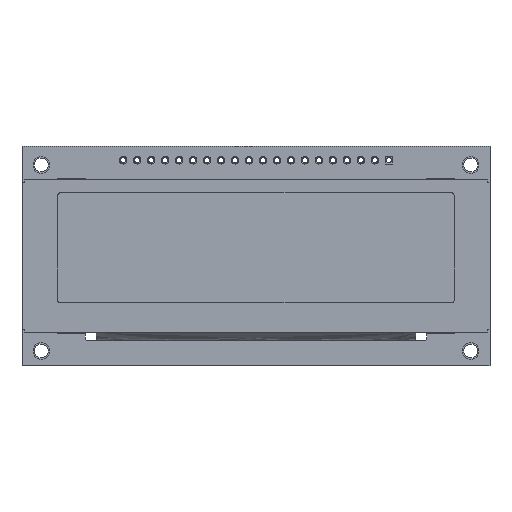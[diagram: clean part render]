
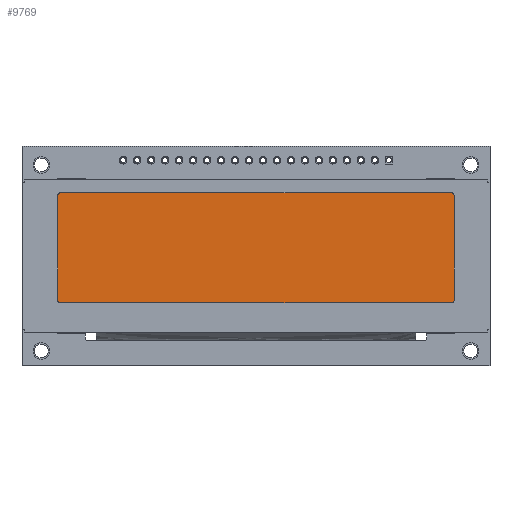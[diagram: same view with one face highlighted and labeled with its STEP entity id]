
A CAD part, top view. The second image highlights one B-rep face of the part: STEP entity #9769.
In plain terms, the highlighted planar face has unit normal (0, 0, 1).
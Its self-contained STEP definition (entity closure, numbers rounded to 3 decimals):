
#52 = ORIENTED_EDGE ( 'NONE', *, *, #13246, .T. ) ;
#173 = VERTEX_POINT ( 'NONE', #14395 ) ;
#477 = CARTESIAN_POINT ( 'NONE',  ( 35.488, -8.03, 3.2 ) ) ;
#642 = CARTESIAN_POINT ( 'NONE',  ( -36.012, -8.03, 3.2 ) ) ;
#864 = VECTOR ( 'NONE', #12459, 1000. ) ;
#945 = ORIENTED_EDGE ( 'NONE', *, *, #3480, .T. ) ;
#973 = CARTESIAN_POINT ( 'NONE',  ( -35.512, 11.47, 3.2 ) ) ;
#1135 = CIRCLE ( 'NONE', #12962, 0.5 ) ;
#1250 = CIRCLE ( 'NONE', #8413, 0.5 ) ;
#1609 = DIRECTION ( 'NONE',  ( 1., 0., 0. ) ) ;
#1880 = CARTESIAN_POINT ( 'NONE',  ( -35.512, 10.97, 3.2 ) ) ;
#1987 = ORIENTED_EDGE ( 'NONE', *, *, #2777, .T. ) ;
#2474 = DIRECTION ( 'NONE',  ( 0., 1., 0. ) ) ;
#2496 = ORIENTED_EDGE ( 'NONE', *, *, #3766, .T. ) ;
#2637 = CARTESIAN_POINT ( 'NONE',  ( 35.988, -8.03, 3.2 ) ) ;
#2777 = EDGE_CURVE ( 'NONE', #12749, #11040, #5783, .T. ) ;
#3046 = DIRECTION ( 'NONE',  ( -1., 0., 0. ) ) ;
#3360 = DIRECTION ( 'NONE',  ( 0., 0., 1. ) ) ;
#3480 = EDGE_CURVE ( 'NONE', #173, #9833, #1250, .T. ) ;
#3734 = PLANE ( 'NONE',  #7264 ) ;
#3766 = EDGE_CURVE ( 'NONE', #9833, #4627, #3862, .T. ) ;
#3779 = CARTESIAN_POINT ( 'NONE',  ( -35.512, -8.53, 3.2 ) ) ;
#3862 = LINE ( 'NONE', #4629, #864 ) ;
#3984 = CARTESIAN_POINT ( 'NONE',  ( -35.512, -8.53, 3.2 ) ) ;
#4020 = DIRECTION ( 'NONE',  ( 0., 0., -1. ) ) ;
#4627 = VERTEX_POINT ( 'NONE', #642 ) ;
#4628 = AXIS2_PLACEMENT_3D ( 'NONE', #10079, #3360, #11202 ) ;
#4629 = CARTESIAN_POINT ( 'NONE',  ( -36.012, -8.03, 3.2 ) ) ;
#4666 = VECTOR ( 'NONE', #12960, 1000. ) ;
#4686 = VERTEX_POINT ( 'NONE', #14231 ) ;
#4745 = CARTESIAN_POINT ( 'NONE',  ( 35.488, 10.97, 3.2 ) ) ;
#4787 = LINE ( 'NONE', #973, #13419 ) ;
#5010 = DIRECTION ( 'NONE',  ( -1., 0., 0. ) ) ;
#5312 = EDGE_LOOP ( 'NONE', ( #52, #10869, #945, #2496, #7021, #6080, #9908, #1987 ) ) ;
#5783 = LINE ( 'NONE', #10332, #8781 ) ;
#6080 = ORIENTED_EDGE ( 'NONE', *, *, #9284, .T. ) ;
#6172 = EDGE_CURVE ( 'NONE', #4686, #12749, #12065, .T. ) ;
#6336 = CIRCLE ( 'NONE', #4628, 0.5 ) ;
#6467 = CARTESIAN_POINT ( 'NONE',  ( 35.488, 11.47, 3.2 ) ) ;
#7021 = ORIENTED_EDGE ( 'NONE', *, *, #13465, .T. ) ;
#7264 = AXIS2_PLACEMENT_3D ( 'NONE', #10727, #4020, #11851 ) ;
#8340 = DIRECTION ( 'NONE',  ( 0., 0., 1. ) ) ;
#8413 = AXIS2_PLACEMENT_3D ( 'NONE', #1880, #9766, #3046 ) ;
#8567 = CARTESIAN_POINT ( 'NONE',  ( -36.012, 10.97, 3.2 ) ) ;
#8781 = VECTOR ( 'NONE', #2474, 1000. ) ;
#9284 = EDGE_CURVE ( 'NONE', #12702, #4686, #13637, .T. ) ;
#9766 = DIRECTION ( 'NONE',  ( 0., 0., 1. ) ) ;
#9769 = ADVANCED_FACE ( 'NONE', ( #13233 ), #3734, .F. ) ;
#9833 = VERTEX_POINT ( 'NONE', #8567 ) ;
#9908 = ORIENTED_EDGE ( 'NONE', *, *, #6172, .T. ) ;
#10079 = CARTESIAN_POINT ( 'NONE',  ( -35.512, -8.03, 3.2 ) ) ;
#10332 = CARTESIAN_POINT ( 'NONE',  ( 35.988, 10.97, 3.2 ) ) ;
#10727 = CARTESIAN_POINT ( 'NONE',  ( 35.488, 10.97, 3.2 ) ) ;
#10869 = ORIENTED_EDGE ( 'NONE', *, *, #11784, .T. ) ;
#11040 = VERTEX_POINT ( 'NONE', #13012 ) ;
#11092 = DIRECTION ( 'NONE',  ( -1., 0., 0. ) ) ;
#11202 = DIRECTION ( 'NONE',  ( 1., 0., 0. ) ) ;
#11707 = DIRECTION ( 'NONE',  ( 0., 0., 1. ) ) ;
#11784 = EDGE_CURVE ( 'NONE', #12299, #173, #4787, .T. ) ;
#11851 = DIRECTION ( 'NONE',  ( -1., 0., 0. ) ) ;
#12065 = CIRCLE ( 'NONE', #13399, 0.5 ) ;
#12299 = VERTEX_POINT ( 'NONE', #6467 ) ;
#12459 = DIRECTION ( 'NONE',  ( 0., -1., 0. ) ) ;
#12702 = VERTEX_POINT ( 'NONE', #3779 ) ;
#12749 = VERTEX_POINT ( 'NONE', #2637 ) ;
#12960 = DIRECTION ( 'NONE',  ( 1., 0., 0. ) ) ;
#12962 = AXIS2_PLACEMENT_3D ( 'NONE', #4745, #11707, #5010 ) ;
#13012 = CARTESIAN_POINT ( 'NONE',  ( 35.988, 10.97, 3.2 ) ) ;
#13233 = FACE_OUTER_BOUND ( 'NONE', #5312, .T. ) ;
#13246 = EDGE_CURVE ( 'NONE', #11040, #12299, #1135, .T. ) ;
#13399 = AXIS2_PLACEMENT_3D ( 'NONE', #477, #8340, #1609 ) ;
#13419 = VECTOR ( 'NONE', #11092, 1000. ) ;
#13465 = EDGE_CURVE ( 'NONE', #4627, #12702, #6336, .T. ) ;
#13637 = LINE ( 'NONE', #3984, #4666 ) ;
#14231 = CARTESIAN_POINT ( 'NONE',  ( 35.488, -8.53, 3.2 ) ) ;
#14395 = CARTESIAN_POINT ( 'NONE',  ( -35.512, 11.47, 3.2 ) ) ;
